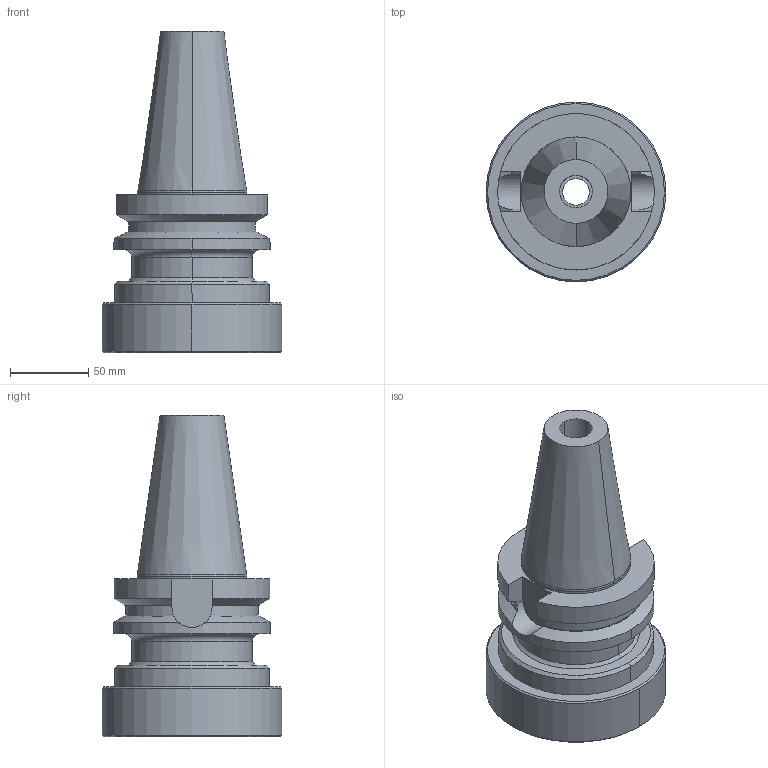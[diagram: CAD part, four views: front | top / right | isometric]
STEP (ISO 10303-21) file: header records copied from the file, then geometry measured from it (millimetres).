
FILE_DESCRIPTION((''),'2;1');
FILE_NAME('8432911568','2022-02-16T14:54:01',('thiemer'),(''),'CREO PARAMETRIC BY PTC INC, 2021164','CREO PARAMETRIC BY PTC INC, 2021164','');
FILE_SCHEMA(('AUTOMOTIVE_DESIGN { 1 0 10303 214 1 1 1 1 }'));
Length unit declared in the file: millimetre
Products named in the file (1): 8432911568
Bounding box: 115 x 115 x 205.8 mm (x, y, z)
Volume: 845319.9 mm3; surface area: 92486.6 mm2
Topology: 1 solids, 1 shells, 59 faces, 138 edges, 88 vertices
Faces by surface type: cylinder 22, plane 19, cone 16, torus 2
Entity records: 2533 total; most frequent: CARTESIAN_POINT 420, DIRECTION 348, ORIENTED_EDGE 276, PRESENTATION_STYLE_ASSIGNMENT 152, STYLED_ITEM 152, CURVE_STYLE 151, AXIS2_PLACEMENT_3D 140, EDGE_CURVE 138
